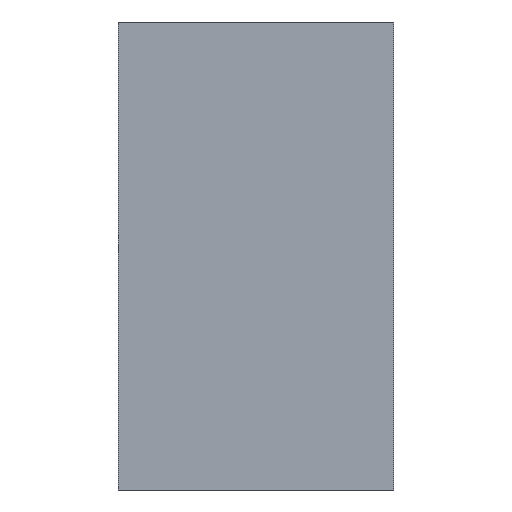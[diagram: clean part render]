
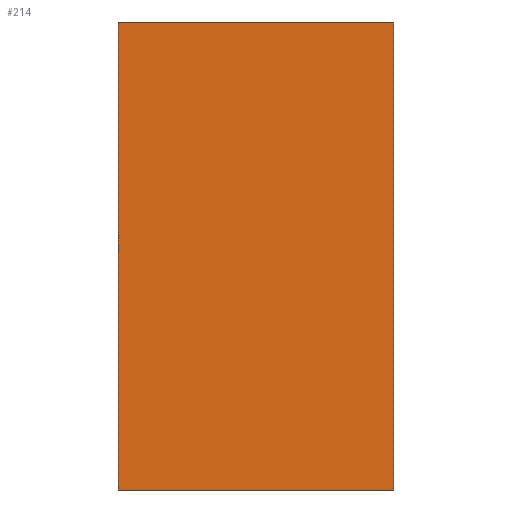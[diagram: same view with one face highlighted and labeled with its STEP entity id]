
A CAD part, left-side view. The second image highlights one B-rep face of the part: STEP entity #214.
In plain terms, the highlighted planar face has unit normal (-1, 0, 0).
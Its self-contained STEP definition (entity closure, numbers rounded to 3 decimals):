
#45 = CARTESIAN_POINT ( 'NONE',  ( -23.5, 15., 12.75 ) ) ;
#206 = ORIENTED_EDGE ( 'NONE', *, *, #1361, .F. ) ;
#214 = ADVANCED_FACE ( 'NONE', ( #1137 ), #1335, .F. ) ;
#331 = DIRECTION ( 'NONE',  ( 0., 0., 1. ) ) ;
#670 = CARTESIAN_POINT ( 'NONE',  ( -23.5, 15., -12.75 ) ) ;
#711 = VERTEX_POINT ( 'NONE', #45 ) ;
#767 = ORIENTED_EDGE ( 'NONE', *, *, #3013, .F. ) ;
#783 = DIRECTION ( 'NONE',  ( 0., 0., -1. ) ) ;
#786 = CARTESIAN_POINT ( 'NONE',  ( -23.5, 15., -12.75 ) ) ;
#873 = DIRECTION ( 'NONE',  ( 1., 0., 0. ) ) ;
#966 = EDGE_CURVE ( 'NONE', #1598, #3521, #2927, .T. ) ;
#971 = VECTOR ( 'NONE', #3273, 1000. ) ;
#1137 = FACE_OUTER_BOUND ( 'NONE', #1528, .T. ) ;
#1267 = CARTESIAN_POINT ( 'NONE',  ( -23.5, 0., 12.75 ) ) ;
#1335 = PLANE ( 'NONE',  #2959 ) ;
#1361 = EDGE_CURVE ( 'NONE', #711, #3521, #3550, .T. ) ;
#1401 = VECTOR ( 'NONE', #3566, 1000. ) ;
#1511 = VECTOR ( 'NONE', #331, 1000. ) ;
#1528 = EDGE_LOOP ( 'NONE', ( #2852, #206, #767, #3530 ) ) ;
#1598 = VERTEX_POINT ( 'NONE', #2964 ) ;
#1733 = VECTOR ( 'NONE', #3151, 1000. ) ;
#1943 = CARTESIAN_POINT ( 'NONE',  ( -23.5, 0., 12.75 ) ) ;
#1986 = EDGE_CURVE ( 'NONE', #2730, #1598, #1988, .T. ) ;
#1988 = LINE ( 'NONE', #786, #1733 ) ;
#2115 = CARTESIAN_POINT ( 'NONE',  ( -23.5, 15., 12.75 ) ) ;
#2214 = CARTESIAN_POINT ( 'NONE',  ( -23.5, 15., 12.75 ) ) ;
#2254 = LINE ( 'NONE', #3715, #1511 ) ;
#2730 = VERTEX_POINT ( 'NONE', #670 ) ;
#2852 = ORIENTED_EDGE ( 'NONE', *, *, #966, .T. ) ;
#2927 = LINE ( 'NONE', #1267, #1401 ) ;
#2959 = AXIS2_PLACEMENT_3D ( 'NONE', #2214, #873, #783 ) ;
#2964 = CARTESIAN_POINT ( 'NONE',  ( -23.5, 0., -12.75 ) ) ;
#3013 = EDGE_CURVE ( 'NONE', #2730, #711, #2254, .T. ) ;
#3151 = DIRECTION ( 'NONE',  ( 0., -1., 0. ) ) ;
#3273 = DIRECTION ( 'NONE',  ( 0., -1., 0. ) ) ;
#3521 = VERTEX_POINT ( 'NONE', #1943 ) ;
#3530 = ORIENTED_EDGE ( 'NONE', *, *, #1986, .T. ) ;
#3550 = LINE ( 'NONE', #2115, #971 ) ;
#3566 = DIRECTION ( 'NONE',  ( 0., 0., 1. ) ) ;
#3715 = CARTESIAN_POINT ( 'NONE',  ( -23.5, 15., 12.75 ) ) ;
